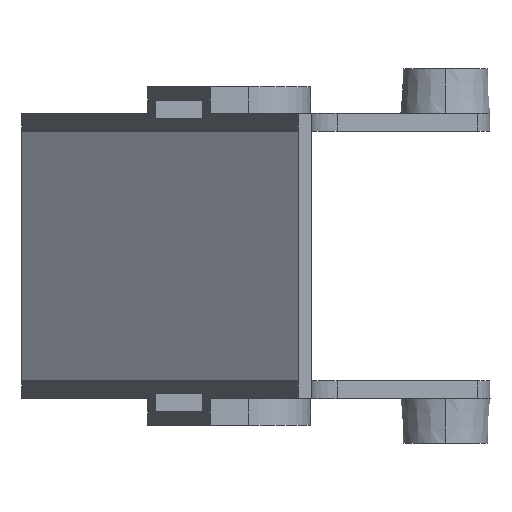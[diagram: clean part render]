
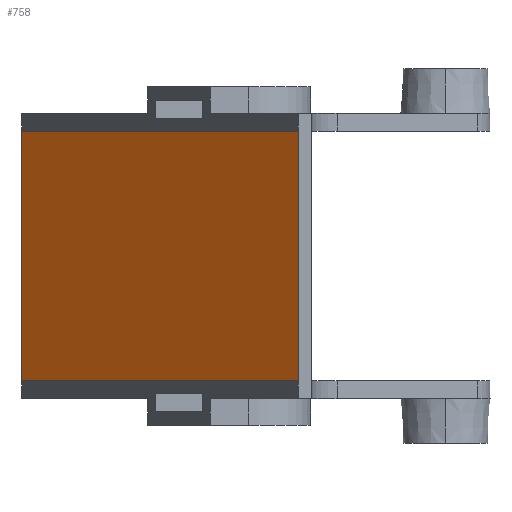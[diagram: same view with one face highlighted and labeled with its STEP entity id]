
A CAD part, left-side view. The second image highlights one B-rep face of the part: STEP entity #758.
In plain terms, the highlighted planar face has unit normal (-0.8, 0.6, 0).
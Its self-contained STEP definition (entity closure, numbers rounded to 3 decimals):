
#107 = CARTESIAN_POINT ( 'NONE',  ( 0., -83.955, -14.5 ) ) ;
#158 = DIRECTION ( 'NONE',  ( 0.6, 0.8, 0. ) ) ;
#228 = ORIENTED_EDGE ( 'NONE', *, *, #1589, .T. ) ;
#234 = EDGE_CURVE ( 'NONE', #1147, #1445, #1544, .T. ) ;
#366 = ORIENTED_EDGE ( 'NONE', *, *, #2547, .F. ) ;
#380 = VECTOR ( 'NONE', #764, 1000. ) ;
#409 = PLANE ( 'NONE',  #2519 ) ;
#434 = LINE ( 'NONE', #1227, #2370 ) ;
#524 = VECTOR ( 'NONE', #1523, 1000. ) ;
#539 = VECTOR ( 'NONE', #158, 1000. ) ;
#556 = LINE ( 'NONE', #2526, #380 ) ;
#627 = FACE_OUTER_BOUND ( 'NONE', #1753, .T. ) ;
#713 = LINE ( 'NONE', #107, #524 ) ;
#758 = ADVANCED_FACE ( 'NONE', ( #627 ), #409, .T. ) ;
#764 = DIRECTION ( 'NONE',  ( 0.6, 0.8, 0. ) ) ;
#790 = CARTESIAN_POINT ( 'NONE',  ( -23.25, -114.955, 14. ) ) ;
#946 = CARTESIAN_POINT ( 'NONE',  ( 0., -83.955, -14. ) ) ;
#956 = VERTEX_POINT ( 'NONE', #790 ) ;
#1017 = ORIENTED_EDGE ( 'NONE', *, *, #1025, .T. ) ;
#1025 = EDGE_CURVE ( 'NONE', #956, #2280, #556, .T. ) ;
#1147 = VERTEX_POINT ( 'NONE', #1625 ) ;
#1227 = CARTESIAN_POINT ( 'NONE',  ( -23.25, -114.955, 11.5 ) ) ;
#1357 = CARTESIAN_POINT ( 'NONE',  ( -15.6, -104.755, -14. ) ) ;
#1437 = DIRECTION ( 'NONE',  ( 0., 0., 1. ) ) ;
#1445 = VERTEX_POINT ( 'NONE', #946 ) ;
#1523 = DIRECTION ( 'NONE',  ( 0., 0., 1. ) ) ;
#1544 = LINE ( 'NONE', #1357, #539 ) ;
#1589 = EDGE_CURVE ( 'NONE', #1147, #956, #434, .T. ) ;
#1625 = CARTESIAN_POINT ( 'NONE',  ( -23.25, -114.955, -14. ) ) ;
#1753 = EDGE_LOOP ( 'NONE', ( #366, #2207, #228, #1017 ) ) ;
#1981 = DIRECTION ( 'NONE',  ( -0.6, -0.8, 0. ) ) ;
#2169 = DIRECTION ( 'NONE',  ( -0.8, 0.6, 0. ) ) ;
#2180 = CARTESIAN_POINT ( 'NONE',  ( 0., -83.955, -14.5 ) ) ;
#2207 = ORIENTED_EDGE ( 'NONE', *, *, #234, .F. ) ;
#2280 = VERTEX_POINT ( 'NONE', #2373 ) ;
#2370 = VECTOR ( 'NONE', #1437, 1000. ) ;
#2373 = CARTESIAN_POINT ( 'NONE',  ( 0., -83.955, 14. ) ) ;
#2519 = AXIS2_PLACEMENT_3D ( 'NONE', #2180, #2169, #1981 ) ;
#2526 = CARTESIAN_POINT ( 'NONE',  ( -15.6, -104.755, 14. ) ) ;
#2547 = EDGE_CURVE ( 'NONE', #1445, #2280, #713, .T. ) ;
